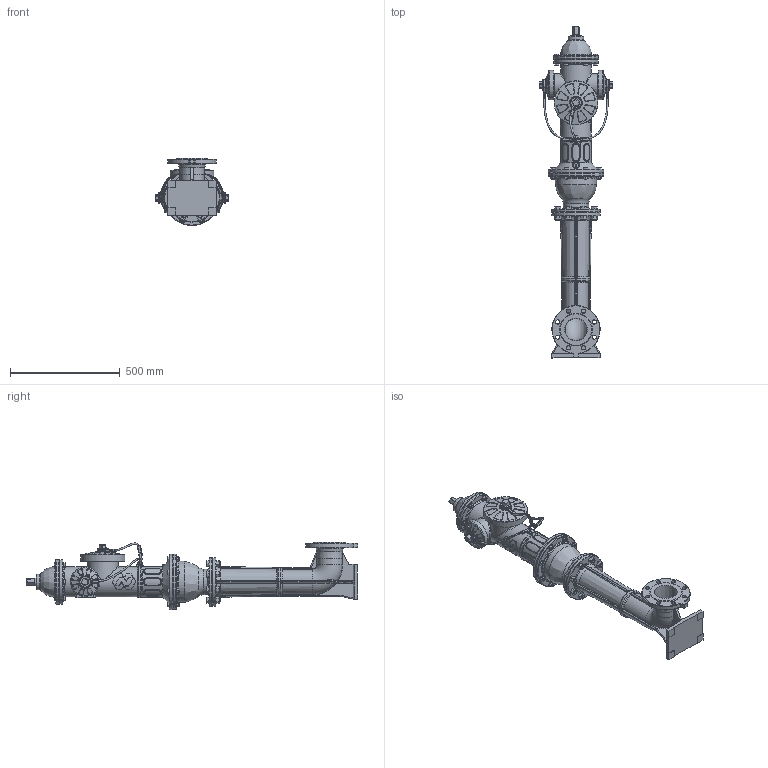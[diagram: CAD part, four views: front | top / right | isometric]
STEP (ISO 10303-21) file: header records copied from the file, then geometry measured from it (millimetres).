
FILE_DESCRIPTION(('STEP AP203'),'1');
FILE_NAME('Tru BQP-03.stp','2025-07-15T11:39:44',(' '),(' '),'Spatial InterOp 3D',' ',' ');
FILE_SCHEMA(('CONFIG_CONTROL_DESIGN'));
Length unit declared in the file: millimetre
Products named in the file (28): Assembly 4; Tru I - 2025 2; Tru I - 2025; Tru BQP-03; Hong to; Nap hong to BQP-02.21; Nap bao ve; Hong nho; Nap hong nho BQP-02.06; Bac hai nua ; Truc ngu giac; Bac ren 1; Hexagon Screw ISO 4017 - M12 × 45; Type B Plain Washer ANSI B18.22.1 - Narrow - 1/2; Hexagon Nut (Style 1) ISO 8673 - M12 × 1.5; Tru II 2025 - sua; Tru III 2025 - Khuôn - Copy; Assembly 2; Day 8; Day 7; Day 6; Day 5; Day 4; Day 3; Day 2; Day; Hexagon Screw ISO 4017 - M16 × 50; Hexagon Nut (Style 1) ISO 8673 - M16 × 1.5
Assembly tree (82 placements, depth 3):
  Tru BQP-03
    Assembly 4
      Tru I - 2025 2
      Tru I - 2025
    Hong to
    Nap hong to BQP-02.21
    Nap bao ve
    Hong nho  x2
    Nap hong nho BQP-02.06  x2
    Bac hai nua 
    Truc ngu giac
    Bac ren 1
    Hexagon Screw ISO 4017 - M12 × 45  x14
    Type B Plain Washer ANSI B18.22.1 - Narrow - 1/2  x14
    Hexagon Nut (Style 1) ISO 8673 - M12 × 1.5  x14
    Tru II 2025 - sua
    Tru III 2025 - Khuôn - Copy
    Assembly 2
      Day 8
      Day 7
      Day 6
      Day 5
      Day 4
      Day 3
      Day 2
      Day
    Hexagon Screw ISO 4017 - M16 × 50  x8
    Hexagon Nut (Style 1) ISO 8673 - M16 × 1.5  x8
Bounding box: 335 x 1511 x 305.5 mm (x, y, z)
Volume: 16801937.4 mm3; surface area: 2207228.4 mm2
Topology: 86 solids, 87 shells, 3151 faces, 7312 edges, 4323 vertices
Faces by surface type: cylinder 975, plane 914, bspline 747, torus 342, sphere 78, cone 53, extrusion 42
Full cylindrical faces by diameter (mm): 1 x3, 5 x3, 6 x36, 9 x1, 10.5 x14, 11 x1, 12 x28, 13.487 x14, 14 x28, 14.5 x8, 16 x16, 18 x8, 18.812 x8, 19 x8, 25.4 x15, 28 x1, 32 x1, 32.5 x1, 35 x1, 38.5 x1, 40 x4, 40.25 x1, 46.8 x2, 50 x6, 53.8 x1, 54 x1, 56 x1, 68 x4, 70 x1, 71.6 x2
Entity records: 192067 total; most frequent: CARTESIAN_POINT 141378, ORIENTED_EDGE 9936, DIRECTION 9435, EDGE_CURVE 4968, AXIS2_PLACEMENT_3D 4031, VERTEX_POINT 3088, EDGE_LOOP 2857, FACE_OUTER_BOUND 2574
